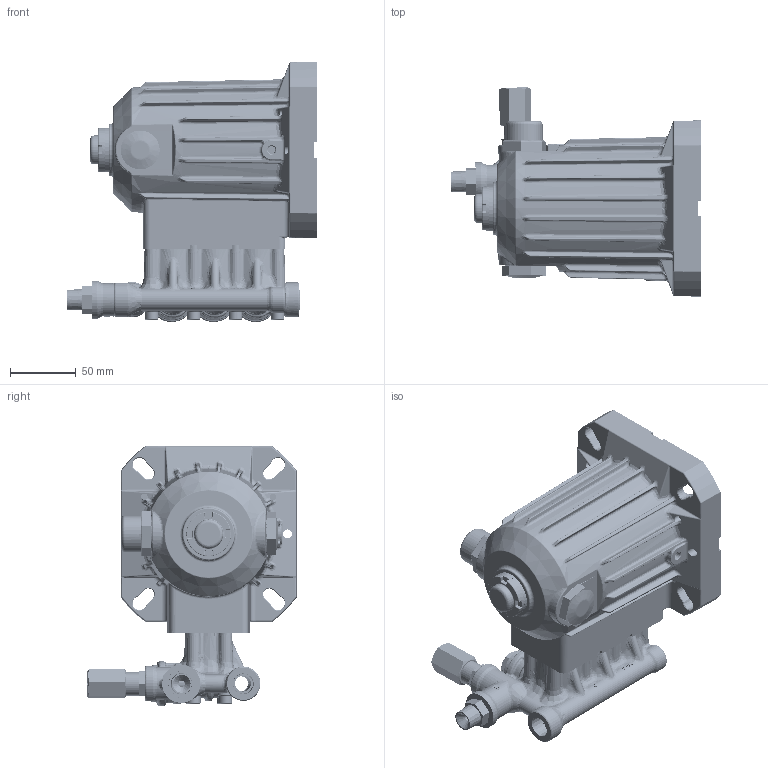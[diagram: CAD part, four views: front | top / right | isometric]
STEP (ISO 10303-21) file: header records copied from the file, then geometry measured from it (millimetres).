
FILE_DESCRIPTION (( 'STEP AP203' ), '1' );
FILE_NAME ('4SP21ELR.STEP', '2018-10-04T11:52:24', ( '' ), ( '' ), 'SwSTEP 2.0', 'SolidWorks 2018', '' );
FILE_SCHEMA (( 'CONFIG_CONTROL_DESIGN' ));
Length unit declared in the file: millimetre
Products named in the file (1): 4SP21ELR
Bounding box: 190.18 x 159.42 x 198 mm (x, y, z)
Volume: 936057 mm3; surface area: 439810.8 mm2
Topology: 77 solids, 77 shells, 6243 faces, 15474 edges, 9223 vertices
Faces by surface type: bspline 2192, cylinder 1563, plane 1395, cone 621, torus 384, sphere 88
Entity records: 316569 total; most frequent: CARTESIAN_POINT 188315, ORIENTED_EDGE 30424, DIRECTION 21938, EDGE_CURVE 15212, VERTEX_POINT 9215, AXIS2_PLACEMENT_3D 9062, EDGE_LOOP 6581, ADVANCED_FACE 6243
